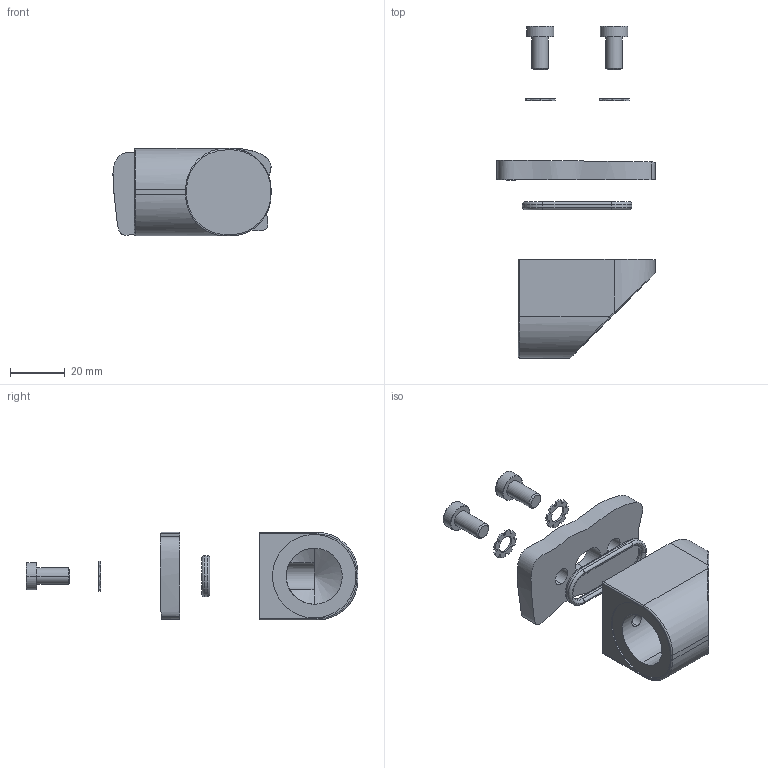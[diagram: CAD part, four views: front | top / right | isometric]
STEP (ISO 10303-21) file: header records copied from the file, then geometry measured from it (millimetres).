
FILE_DESCRIPTION (( 'STEP AP214' ), '1' );
FILE_NAME ('49000102.STEP', '2016-02-26T10:17:07', ( 'Macha' ), ( 'Hewlett-Packard Company' ), 'SwSTEP 2.0', 'SolidWorks 2015', '' );
FILE_SCHEMA (( 'AUTOMOTIVE_DESIGN' ));
Length unit declared in the file: millimetre
Products named in the file (6): 49000102; 84161; 82002_Dichtung f〉 Leuchtmelder; 83033; 93103; E001333_Bearbeitung f〉 Leuchtmelder
Assembly tree (7 placements, depth 2):
  49000102
    84161
    82002_Dichtung f〉 Leuchtmelder
    83033  x2
    93103  x2
    E001333_Bearbeitung f〉 Leuchtmelder
Bounding box: 57.82 x 121.4 x 32.15 mm (x, y, z)
Volume: 39906 mm3; surface area: 15900.2 mm2
Topology: 7 solids, 7 shells, 223 faces, 540 edges, 334 vertices
Faces by surface type: cylinder 95, plane 91, torus 22, cone 9, bspline 6
Entity records: 5461 total; most frequent: CARTESIAN_POINT 1383, DIRECTION 833, ORIENTED_EDGE 756, EDGE_CURVE 378, AXIS2_PLACEMENT_3D 317, VERTEX_POINT 233, VECTOR 199, LINE 199
